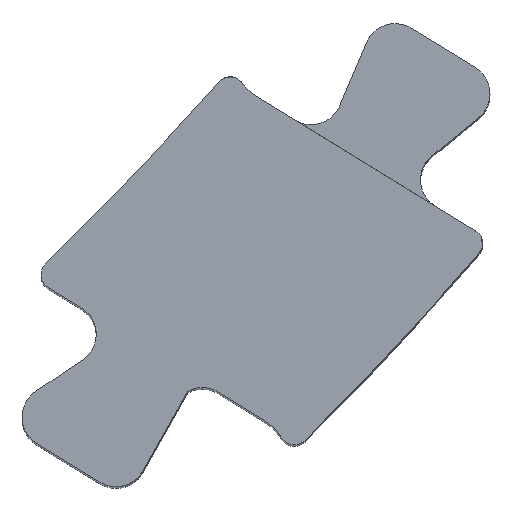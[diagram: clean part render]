
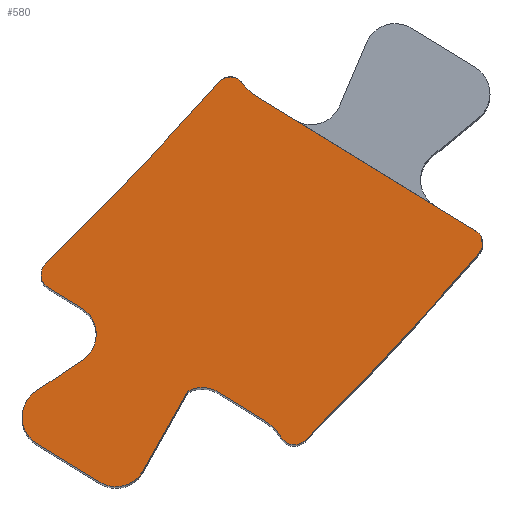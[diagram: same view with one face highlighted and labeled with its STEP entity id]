
A CAD part, top view. The second image highlights one B-rep face of the part: STEP entity #580.
In plain terms, the highlighted planar face has unit normal (0, 0, 1).
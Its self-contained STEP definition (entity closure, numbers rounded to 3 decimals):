
#15=ELLIPSE('',#654,0.608,0.604);
#51=FACE_OUTER_BOUND('',#82,.T.);
#82=EDGE_LOOP('',(#469,#470,#471,#472,#473,#474,#475,#476,#477,#478,#479,
#480,#481,#482,#483,#484,#485,#486,#487));
#122=LINE('',#947,#173);
#131=LINE('',#986,#182);
#134=LINE('',#991,#185);
#135=LINE('',#996,#186);
#136=LINE('',#1000,#187);
#137=LINE('',#1004,#188);
#173=VECTOR('',#753,10.);
#182=VECTOR('',#776,10.);
#185=VECTOR('',#781,10.);
#186=VECTOR('',#786,10.);
#187=VECTOR('',#789,10.);
#188=VECTOR('',#792,10.);
#202=B_SPLINE_CURVE_WITH_KNOTS('',3,(#968,#969,#970,#971,#972),
 .UNSPECIFIED.,.F.,.F.,(4,1,4),(0.,0.018,0.036),
 .UNSPECIFIED.);
#203=B_SPLINE_CURVE_WITH_KNOTS('',3,(#1013,#1014,#1015,#1016,#1017),
 .UNSPECIFIED.,.F.,.F.,(4,1,4),(0.,0.018,0.037),
 .UNSPECIFIED.);
#224=CIRCLE('',#641,40.386);
#225=CIRCLE('',#643,0.2);
#226=CIRCLE('',#647,0.4);
#227=CIRCLE('',#648,0.4);
#228=CIRCLE('',#649,0.4);
#229=CIRCLE('',#650,0.4);
#230=CIRCLE('',#651,0.6);
#231=CIRCLE('',#652,0.2);
#232=CIRCLE('',#653,43.563);
#233=CIRCLE('',#655,0.6);
#270=VERTEX_POINT('',#944);
#271=VERTEX_POINT('',#946);
#274=VERTEX_POINT('',#965);
#275=VERTEX_POINT('',#967);
#276=VERTEX_POINT('',#975);
#277=VERTEX_POINT('',#979);
#278=VERTEX_POINT('',#983);
#279=VERTEX_POINT('',#985);
#280=VERTEX_POINT('',#989);
#281=VERTEX_POINT('',#993);
#282=VERTEX_POINT('',#995);
#283=VERTEX_POINT('',#997);
#284=VERTEX_POINT('',#999);
#285=VERTEX_POINT('',#1001);
#286=VERTEX_POINT('',#1003);
#287=VERTEX_POINT('',#1006);
#288=VERTEX_POINT('',#1008);
#289=VERTEX_POINT('',#1010);
#290=VERTEX_POINT('',#1012);
#337=EDGE_CURVE('',#271,#270,#122,.T.);
#343=EDGE_CURVE('',#275,#274,#202,.T.);
#346=EDGE_CURVE('',#274,#276,#224,.T.);
#348=EDGE_CURVE('',#276,#277,#225,.T.);
#350=EDGE_CURVE('',#279,#278,#131,.T.);
#353=EDGE_CURVE('',#277,#280,#134,.T.);
#354=EDGE_CURVE('',#280,#281,#226,.T.);
#355=EDGE_CURVE('',#281,#282,#135,.T.);
#356=EDGE_CURVE('',#282,#283,#227,.T.);
#357=EDGE_CURVE('',#283,#284,#136,.T.);
#358=EDGE_CURVE('',#284,#285,#228,.T.);
#359=EDGE_CURVE('',#285,#286,#137,.T.);
#360=EDGE_CURVE('',#286,#279,#229,.T.);
#361=EDGE_CURVE('',#278,#287,#230,.T.);
#362=EDGE_CURVE('',#287,#288,#231,.T.);
#363=EDGE_CURVE('',#288,#289,#232,.T.);
#364=EDGE_CURVE('',#289,#290,#203,.T.);
#365=EDGE_CURVE('',#290,#271,#15,.T.);
#366=EDGE_CURVE('',#270,#275,#233,.T.);
#469=ORIENTED_EDGE('',*,*,#353,.T.);
#470=ORIENTED_EDGE('',*,*,#354,.T.);
#471=ORIENTED_EDGE('',*,*,#355,.T.);
#472=ORIENTED_EDGE('',*,*,#356,.T.);
#473=ORIENTED_EDGE('',*,*,#357,.T.);
#474=ORIENTED_EDGE('',*,*,#358,.T.);
#475=ORIENTED_EDGE('',*,*,#359,.T.);
#476=ORIENTED_EDGE('',*,*,#360,.T.);
#477=ORIENTED_EDGE('',*,*,#350,.T.);
#478=ORIENTED_EDGE('',*,*,#361,.T.);
#479=ORIENTED_EDGE('',*,*,#362,.T.);
#480=ORIENTED_EDGE('',*,*,#363,.T.);
#481=ORIENTED_EDGE('',*,*,#364,.T.);
#482=ORIENTED_EDGE('',*,*,#365,.T.);
#483=ORIENTED_EDGE('',*,*,#337,.T.);
#484=ORIENTED_EDGE('',*,*,#366,.T.);
#485=ORIENTED_EDGE('',*,*,#343,.T.);
#486=ORIENTED_EDGE('',*,*,#346,.T.);
#487=ORIENTED_EDGE('',*,*,#348,.T.);
#560=PLANE('',#646);
#580=ADVANCED_FACE('',(#51),#560,.T.);
#641=AXIS2_PLACEMENT_3D('',#977,#766,#767);
#643=AXIS2_PLACEMENT_3D('',#981,#771,#772);
#646=AXIS2_PLACEMENT_3D('',#992,#782,#783);
#647=AXIS2_PLACEMENT_3D('',#994,#784,#785);
#648=AXIS2_PLACEMENT_3D('',#998,#787,#788);
#649=AXIS2_PLACEMENT_3D('',#1002,#790,#791);
#650=AXIS2_PLACEMENT_3D('',#1005,#793,#794);
#651=AXIS2_PLACEMENT_3D('',#1007,#795,#796);
#652=AXIS2_PLACEMENT_3D('',#1009,#797,#798);
#653=AXIS2_PLACEMENT_3D('',#1011,#799,#800);
#654=AXIS2_PLACEMENT_3D('',#1018,#801,#802);
#655=AXIS2_PLACEMENT_3D('',#1019,#803,#804);
#753=DIRECTION('',(-0.852,0.523,0.));
#766=DIRECTION('center_axis',(0.,0.,-1.));
#767=DIRECTION('ref_axis',(0.696,-0.718,0.));
#771=DIRECTION('center_axis',(0.,0.,1.));
#772=DIRECTION('ref_axis',(-0.696,0.718,0.));
#776=DIRECTION('',(0.852,-0.523,0.));
#781=DIRECTION('',(0.852,-0.523,0.));
#782=DIRECTION('center_axis',(0.,0.,1.));
#783=DIRECTION('ref_axis',(1.,0.,0.));
#784=DIRECTION('center_axis',(0.,0.,-1.));
#785=DIRECTION('ref_axis',(1.,0.018,0.));
#786=DIRECTION('',(-0.832,-0.554,0.));
#787=DIRECTION('center_axis',(0.,0.,1.));
#788=DIRECTION('ref_axis',(-1.,-0.018,0.));
#789=DIRECTION('',(0.852,-0.523,0.));
#790=DIRECTION('center_axis',(0.,0.,1.));
#791=DIRECTION('ref_axis',(0.252,-0.968,0.));
#792=DIRECTION('',(0.489,0.872,0.));
#793=DIRECTION('center_axis',(0.,0.,-1.));
#794=DIRECTION('ref_axis',(-0.476,0.879,0.));
#795=DIRECTION('center_axis',(0.,0.,-1.));
#796=DIRECTION('ref_axis',(0.867,0.498,0.));
#797=DIRECTION('center_axis',(0.,0.,1.));
#798=DIRECTION('ref_axis',(-0.867,-0.498,0.));
#799=DIRECTION('center_axis',(0.,0.,1.));
#800=DIRECTION('ref_axis',(0.706,-0.709,0.));
#801=DIRECTION('center_axis',(0.,0.,-1.));
#802=DIRECTION('ref_axis',(-0.482,-0.876,0.));
#803=DIRECTION('center_axis',(0.,0.,-1.));
#804=DIRECTION('ref_axis',(-0.819,-0.573,0.));
#944=CARTESIAN_POINT('',(-3.905,-35.495,19.25));
#946=CARTESIAN_POINT('',(-1.147,-37.188,19.25));
#947=CARTESIAN_POINT('',(-1.147,-37.188,19.25));
#965=CARTESIAN_POINT('',(-4.396,-35.31,19.25));
#967=CARTESIAN_POINT('',(-4.082,-35.327,19.25));
#968=CARTESIAN_POINT('Ctrl Pts',(-4.082,-35.327,19.25));
#969=CARTESIAN_POINT('Ctrl Pts',(-4.117,-35.278,19.25));
#970=CARTESIAN_POINT('Ctrl Pts',(-4.234,-35.213,19.25));
#971=CARTESIAN_POINT('Ctrl Pts',(-4.357,-35.264,19.25));
#972=CARTESIAN_POINT('Ctrl Pts',(-4.396,-35.31,19.25));
#975=CARTESIAN_POINT('',(-6.632,-37.655,19.25));
#977=CARTESIAN_POINT('Origin',(-34.727,-8.644,19.25));
#979=CARTESIAN_POINT('',(-6.597,-37.969,19.25));
#981=CARTESIAN_POINT('Origin',(-6.493,-37.799,19.25));
#983=CARTESIAN_POINT('',(-3.798,-39.688,19.25));
#985=CARTESIAN_POINT('',(-4.396,-39.321,19.25));
#986=CARTESIAN_POINT('',(-6.597,-37.969,19.25));
#989=CARTESIAN_POINT('',(-6.168,-38.233,19.25));
#991=CARTESIAN_POINT('',(-6.597,-37.969,19.25));
#992=CARTESIAN_POINT('Origin',(-3.912,-37.547,19.25));
#993=CARTESIAN_POINT('',(-6.156,-38.906,19.25));
#994=CARTESIAN_POINT('Origin',(-6.378,-38.574,19.25));
#995=CARTESIAN_POINT('',(-6.76,-39.309,19.25));
#996=CARTESIAN_POINT('',(-6.004,-38.805,19.25));
#997=CARTESIAN_POINT('',(-6.748,-39.982,19.25));
#998=CARTESIAN_POINT('Origin',(-6.538,-39.642,19.25));
#999=CARTESIAN_POINT('',(-5.931,-40.484,19.25));
#1000=CARTESIAN_POINT('',(-6.816,-39.94,19.25));
#1001=CARTESIAN_POINT('',(-5.373,-40.339,19.25));
#1002=CARTESIAN_POINT('Origin',(-5.722,-40.143,19.25));
#1003=CARTESIAN_POINT('',(-4.796,-39.31,19.25));
#1004=CARTESIAN_POINT('',(-5.397,-40.382,19.25));
#1005=CARTESIAN_POINT('Origin',(-4.606,-39.662,19.25));
#1006=CARTESIAN_POINT('',(-3.592,-39.9,19.25));
#1007=CARTESIAN_POINT('Origin',(-4.112,-40.199,19.25));
#1008=CARTESIAN_POINT('',(-3.277,-39.942,19.25));
#1009=CARTESIAN_POINT('Origin',(-3.419,-39.801,19.25));
#1010=CARTESIAN_POINT('',(-1.029,-37.528,19.25));
#1011=CARTESIAN_POINT('Origin',(-34.014,-9.072,19.25));
#1012=CARTESIAN_POINT('',(-1.094,-37.217,19.25));
#1013=CARTESIAN_POINT('Ctrl Pts',(-1.029,-37.528,19.25));
#1014=CARTESIAN_POINT('Ctrl Pts',(-0.989,-37.481,
19.25));
#1015=CARTESIAN_POINT('Ctrl Pts',(-0.956,-37.35,
19.25));
#1016=CARTESIAN_POINT('Ctrl Pts',(-1.039,-37.244,19.25));
#1017=CARTESIAN_POINT('Ctrl Pts',(-1.094,-37.217,19.25));
#1018=CARTESIAN_POINT('Origin',(-0.829,-36.67,19.25));
#1019=CARTESIAN_POINT('Origin',(-3.591,-34.983,19.25));
